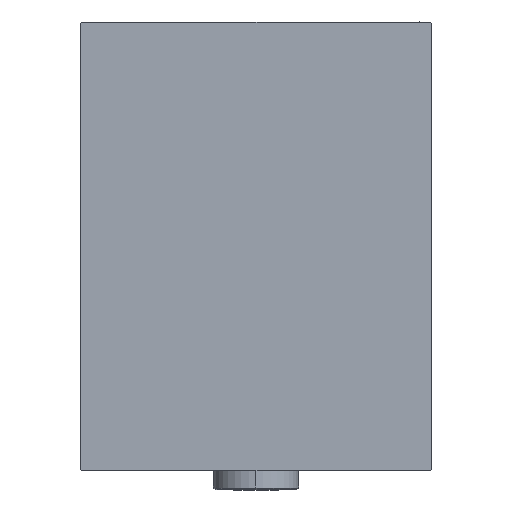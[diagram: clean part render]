
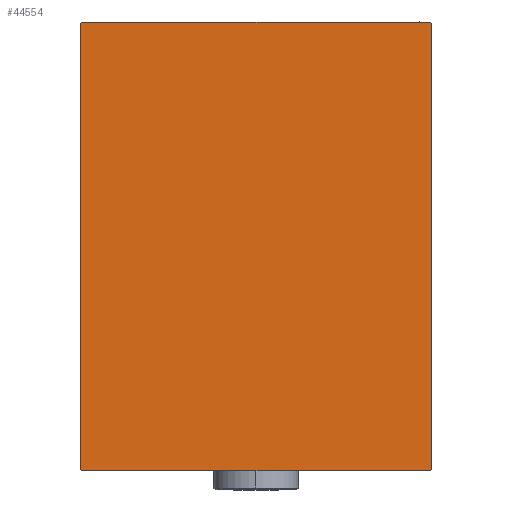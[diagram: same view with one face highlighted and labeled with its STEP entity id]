
A CAD part, left-side view. The second image highlights one B-rep face of the part: STEP entity #44554.
In plain terms, the highlighted face is planar.
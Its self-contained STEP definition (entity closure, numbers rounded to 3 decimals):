
#393 = EDGE_CURVE ( 'NONE', #3935, #28700, #17365, .T. ) ;
#635 = ORIENTED_EDGE ( 'NONE', *, *, #3833, .T. ) ;
#1361 = VECTOR ( 'NONE', #10315, 1000. ) ;
#1589 = EDGE_CURVE ( 'NONE', #20410, #36036, #37081, .T. ) ;
#1963 = DIRECTION ( 'NONE',  ( 0., -0.707, 0.707 ) ) ;
#2506 = EDGE_CURVE ( 'NONE', #36036, #42817, #5698, .T. ) ;
#2655 = CARTESIAN_POINT ( 'NONE',  ( 278., 51.1, 51.1 ) ) ;
#3833 = EDGE_CURVE ( 'NONE', #5699, #3935, #21224, .T. ) ;
#3935 = VERTEX_POINT ( 'NONE', #12578 ) ;
#4336 = VECTOR ( 'NONE', #45682, 1000. ) ;
#5094 = DIRECTION ( 'NONE',  ( 0., 0., -1. ) ) ;
#5326 = AXIS2_PLACEMENT_3D ( 'NONE', #23467, #5784, #5094 ) ;
#5443 = LINE ( 'NONE', #44548, #35523 ) ;
#5482 = DIRECTION ( 'NONE',  ( 0., 0.707, 0.707 ) ) ;
#5526 = CARTESIAN_POINT ( 'NONE',  ( 278., 45., 57.2 ) ) ;
#5698 = LINE ( 'NONE', #2655, #10272 ) ;
#5699 = VERTEX_POINT ( 'NONE', #15531 ) ;
#5784 = DIRECTION ( 'NONE',  ( 1., 0., 0. ) ) ;
#5950 = CARTESIAN_POINT ( 'NONE',  ( 278., 51.1, -51.1 ) ) ;
#6978 = VERTEX_POINT ( 'NONE', #9903 ) ;
#8907 = DIRECTION ( 'NONE',  ( 0., 0., 1. ) ) ;
#9903 = CARTESIAN_POINT ( 'NONE',  ( 278., -44.7, 57.5 ) ) ;
#10235 = VECTOR ( 'NONE', #8907, 1000. ) ;
#10272 = VECTOR ( 'NONE', #1963, 1000. ) ;
#10315 = DIRECTION ( 'NONE',  ( 0., 0., -1. ) ) ;
#10991 = LINE ( 'NONE', #35910, #1361 ) ;
#12294 = CARTESIAN_POINT ( 'NONE',  ( 278., 44.7, 57.5 ) ) ;
#12356 = CARTESIAN_POINT ( 'NONE',  ( 278., 45., -57.2 ) ) ;
#12578 = CARTESIAN_POINT ( 'NONE',  ( 278., -44.7, -57.5 ) ) ;
#13148 = LINE ( 'NONE', #5950, #19332 ) ;
#15531 = CARTESIAN_POINT ( 'NONE',  ( 278., -45., -57.2 ) ) ;
#16525 = CARTESIAN_POINT ( 'NONE',  ( 278., -45., 57.2 ) ) ;
#17135 = DIRECTION ( 'NONE',  ( 0., 1., 0. ) ) ;
#17365 = LINE ( 'NONE', #37883, #45123 ) ;
#17600 = EDGE_LOOP ( 'NONE', ( #25957, #23429, #29586, #24470, #38496, #29278, #20018, #635 ) ) ;
#17732 = CARTESIAN_POINT ( 'NONE',  ( 278., -51.1, -51.1 ) ) ;
#19332 = VECTOR ( 'NONE', #5482, 1000. ) ;
#19964 = CARTESIAN_POINT ( 'NONE',  ( 278., 45., 57.5 ) ) ;
#20018 = ORIENTED_EDGE ( 'NONE', *, *, #32714, .T. ) ;
#20410 = VERTEX_POINT ( 'NONE', #12356 ) ;
#21224 = LINE ( 'NONE', #17732, #4336 ) ;
#23091 = CARTESIAN_POINT ( 'NONE',  ( 278., 45., -57.5 ) ) ;
#23122 = DIRECTION ( 'NONE',  ( 0., -0.707, -0.707 ) ) ;
#23429 = ORIENTED_EDGE ( 'NONE', *, *, #37418, .T. ) ;
#23467 = CARTESIAN_POINT ( 'NONE',  ( 278., 0., 0. ) ) ;
#23945 = FACE_OUTER_BOUND ( 'NONE', #17600, .T. ) ;
#24161 = LINE ( 'NONE', #19964, #37713 ) ;
#24470 = ORIENTED_EDGE ( 'NONE', *, *, #2506, .T. ) ;
#25013 = EDGE_CURVE ( 'NONE', #42817, #6978, #24161, .T. ) ;
#25634 = EDGE_CURVE ( 'NONE', #6978, #38010, #5443, .T. ) ;
#25957 = ORIENTED_EDGE ( 'NONE', *, *, #393, .T. ) ;
#28700 = VERTEX_POINT ( 'NONE', #30085 ) ;
#29278 = ORIENTED_EDGE ( 'NONE', *, *, #25634, .T. ) ;
#29586 = ORIENTED_EDGE ( 'NONE', *, *, #1589, .T. ) ;
#30085 = CARTESIAN_POINT ( 'NONE',  ( 278., 44.7, -57.5 ) ) ;
#32714 = EDGE_CURVE ( 'NONE', #38010, #5699, #10991, .T. ) ;
#34187 = DIRECTION ( 'NONE',  ( 0., -1., 0. ) ) ;
#35523 = VECTOR ( 'NONE', #23122, 1000. ) ;
#35910 = CARTESIAN_POINT ( 'NONE',  ( 278., -45., 57.5 ) ) ;
#36036 = VERTEX_POINT ( 'NONE', #5526 ) ;
#37081 = LINE ( 'NONE', #23091, #10235 ) ;
#37418 = EDGE_CURVE ( 'NONE', #28700, #20410, #13148, .T. ) ;
#37689 = PLANE ( 'NONE',  #5326 ) ;
#37713 = VECTOR ( 'NONE', #34187, 1000. ) ;
#37883 = CARTESIAN_POINT ( 'NONE',  ( 278., -45., -57.5 ) ) ;
#38010 = VERTEX_POINT ( 'NONE', #16525 ) ;
#38496 = ORIENTED_EDGE ( 'NONE', *, *, #25013, .T. ) ;
#42817 = VERTEX_POINT ( 'NONE', #12294 ) ;
#44548 = CARTESIAN_POINT ( 'NONE',  ( 278., -51.1, 51.1 ) ) ;
#44554 = ADVANCED_FACE ( 'NONE', ( #23945 ), #37689, .T. ) ;
#45123 = VECTOR ( 'NONE', #17135, 1000. ) ;
#45682 = DIRECTION ( 'NONE',  ( 0., 0.707, -0.707 ) ) ;
